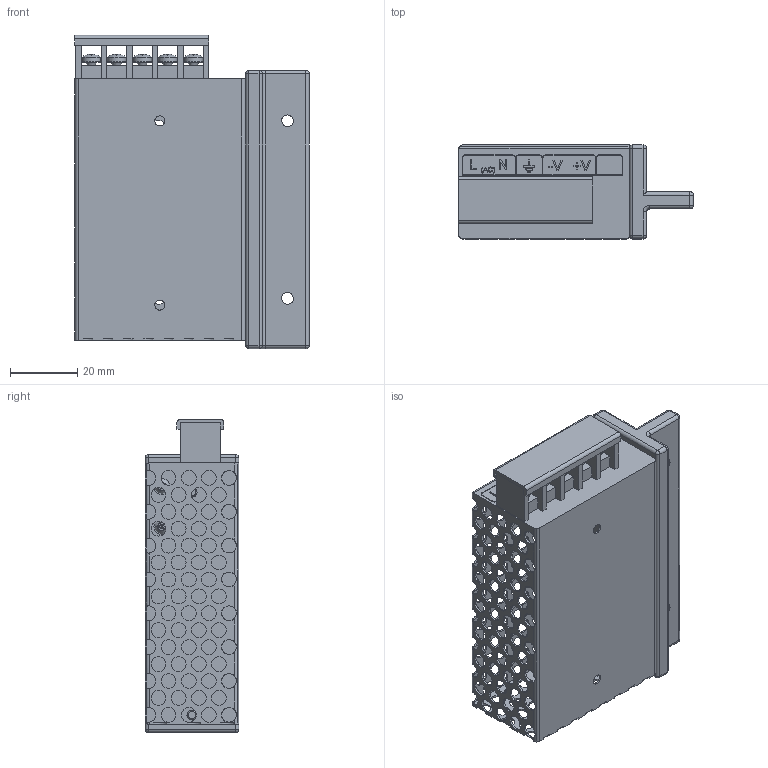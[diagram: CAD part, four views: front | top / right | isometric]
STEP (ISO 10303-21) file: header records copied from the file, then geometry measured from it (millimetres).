
FILE_DESCRIPTION(('CATIA V5 STEP Exchange'),'2;1');
FILE_NAME('5V PSU Holder.stp','2020-12-15T09:40:54+00:00',('none'),('none'),'CATIA Version 5 Release 19 SP 9 (IN-10)','CATIA V5 STEP AP203','none');
FILE_SCHEMA(('CONFIG_CONTROL_DESIGN'));
Length unit declared in the file: millimetre
Products named in the file (14): 5V Netzteil; Mean Well RS-25-5; User Library-Power Supply RS-25_743237424-1; User Library-Power Supply RS-25_743237424-4; User Library-Power Supply RS-25_743237296-4; User Library-Power Supply RS-25_743237296-1; User Library-Power Supply RS-25_743237424-3; User Library-Power Supply RS-25_743237296-3; User Library-Power Supply RS-25_743237296-6; User Library-Power Supply RS-25_743228464-1; User Library-Power Supply RS-25_743237424-2; User Library-Power Supply RS-25_743237296-2; User Library-Power Supply RS-25_743237424-5; User Library-Power Supply RS-25_743237296-5
Assembly tree (36 placements, depth 4):
  5V Netzteil
    #58
    Mean Well RS-25-5
      User Library-Power Supply RS-25_743237424-1
        #2102
        #4120
      User Library-Power Supply RS-25_743237424-4
        #2102
        #4120
      User Library-Power Supply RS-25_743237296-4
        #4367
      #4555
      User Library-Power Supply RS-25_743237296-1
        #4367
      User Library-Power Supply RS-25_743237424-3
        #4120
        #2102
      User Library-Power Supply RS-25_743237296-3
        #4367
      User Library-Power Supply RS-25_743237296-6
        #4367
      User Library-Power Supply RS-25_743228464-1
        #5095
      User Library-Power Supply RS-25_743237424-2
        #2102
        #4120
      #30509  x2
      User Library-Power Supply RS-25_743237296-2
        #4367
      User Library-Power Supply RS-25_743237424-5
        #4120
        #2102
      User Library-Power Supply RS-25_743237296-5
        #4367
    #32995  x2
Bounding box: 70 x 28 x 93.5 mm (x, y, z)
Volume: 25957.6 mm3; surface area: 38184.3 mm2
Topology: 23 solids, 23 shells, 1358 faces, 3741 edges, 2399 vertices
Faces by surface type: cylinder 663, plane 413, cone 128, torus 86, sphere 40, bspline 28
Entity records: 33836 total; most frequent: CARTESIAN_POINT 8478, ORIENTED_EDGE 5422, DIRECTION 4328, EDGE_CURVE 2711, AXIS2_PLACEMENT_3D 2194, VERTEX_POINT 1765, EDGE_LOOP 1394, CIRCLE 1211
